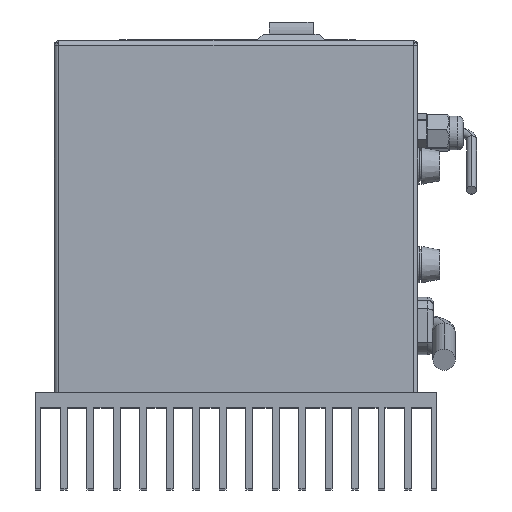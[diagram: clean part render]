
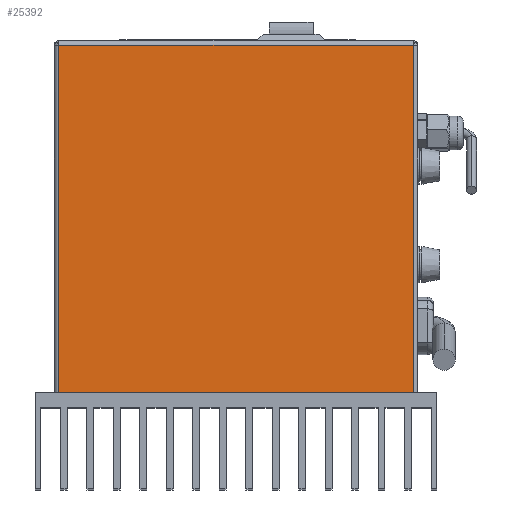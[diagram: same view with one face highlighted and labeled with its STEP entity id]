
A CAD part, top view. The second image highlights one B-rep face of the part: STEP entity #25392.
In plain terms, the highlighted face is planar.
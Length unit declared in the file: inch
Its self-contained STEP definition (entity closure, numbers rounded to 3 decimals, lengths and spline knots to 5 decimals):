
#9351 = VECTOR ( 'NONE', #40547, 39.37008 ) ;
#10229 = ORIENTED_EDGE ( 'NONE', *, *, #40053, .T. ) ;
#14910 = ORIENTED_EDGE ( 'NONE', *, *, #27392, .T. ) ;
#15169 = CARTESIAN_POINT ( 'NONE',  ( -4.50781, -2.96, -2.9822 ) ) ;
#15206 = VECTOR ( 'NONE', #31227, 39.37008 ) ;
#16550 = VERTEX_POINT ( 'NONE', #49487 ) ;
#20230 = PLANE ( 'NONE',  #41903 ) ;
#21687 = FACE_OUTER_BOUND ( 'NONE', #25226, .T. ) ;
#25226 = EDGE_LOOP ( 'NONE', ( #57097, #14910, #27138, #10229 ) ) ;
#25392 = ADVANCED_FACE ( 'NONE', ( #21687 ), #20230, .F. ) ;
#26105 = CARTESIAN_POINT ( 'NONE',  ( -4.50781, 2.882, 2.9822 ) ) ;
#27138 = ORIENTED_EDGE ( 'NONE', *, *, #60903, .T. ) ;
#27392 = EDGE_CURVE ( 'NONE', #46547, #29889, #59464, .T. ) ;
#27460 = DIRECTION ( 'NONE',  ( 0., 0., -1. ) ) ;
#29313 = VECTOR ( 'NONE', #44197, 39.37008 ) ;
#29889 = VERTEX_POINT ( 'NONE', #58656 ) ;
#31227 = DIRECTION ( 'NONE',  ( 0., 1., 0. ) ) ;
#32219 = CARTESIAN_POINT ( 'NONE',  ( -4.50781, -2.96, -2.9822 ) ) ;
#33083 = DIRECTION ( 'NONE',  ( 0., 1., 0. ) ) ;
#38589 = CARTESIAN_POINT ( 'NONE',  ( -4.50781, 2.882, 3.06 ) ) ;
#39449 = LINE ( 'NONE', #61830, #9351 ) ;
#40053 = EDGE_CURVE ( 'NONE', #16550, #41901, #48996, .T. ) ;
#40547 = DIRECTION ( 'NONE',  ( 0., 0., -1. ) ) ;
#41901 = VERTEX_POINT ( 'NONE', #32219 ) ;
#41903 = AXIS2_PLACEMENT_3D ( 'NONE', #38589, #60962, #33083 ) ;
#44197 = DIRECTION ( 'NONE',  ( 0., -1., 0. ) ) ;
#46547 = VERTEX_POINT ( 'NONE', #59040 ) ;
#48770 = CARTESIAN_POINT ( 'NONE',  ( -4.50781, 2.882, 3.06 ) ) ;
#48996 = LINE ( 'NONE', #15169, #29313 ) ;
#49487 = CARTESIAN_POINT ( 'NONE',  ( -4.50781, 2.882, -2.9822 ) ) ;
#50892 = EDGE_CURVE ( 'NONE', #46547, #41901, #39449, .T. ) ;
#54618 = LINE ( 'NONE', #48770, #63651 ) ;
#57097 = ORIENTED_EDGE ( 'NONE', *, *, #50892, .F. ) ;
#58656 = CARTESIAN_POINT ( 'NONE',  ( -4.50781, 2.882, 2.9822 ) ) ;
#59040 = CARTESIAN_POINT ( 'NONE',  ( -4.50781, -2.96, 2.9822 ) ) ;
#59464 = LINE ( 'NONE', #26105, #15206 ) ;
#60903 = EDGE_CURVE ( 'NONE', #29889, #16550, #54618, .T. ) ;
#60962 = DIRECTION ( 'NONE',  ( 1., 0., 0. ) ) ;
#61830 = CARTESIAN_POINT ( 'NONE',  ( -4.50781, -2.96, 3.06 ) ) ;
#63651 = VECTOR ( 'NONE', #27460, 39.37008 ) ;
